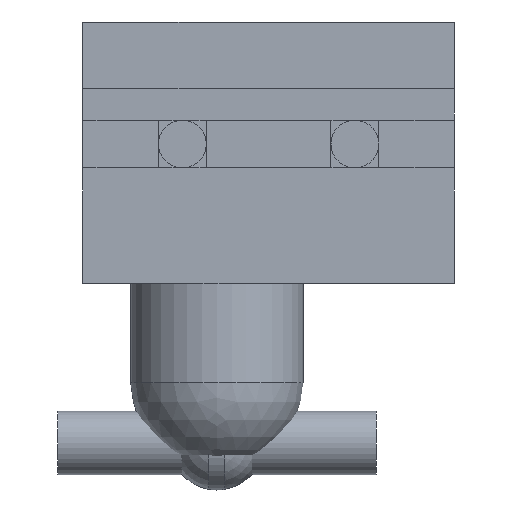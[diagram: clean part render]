
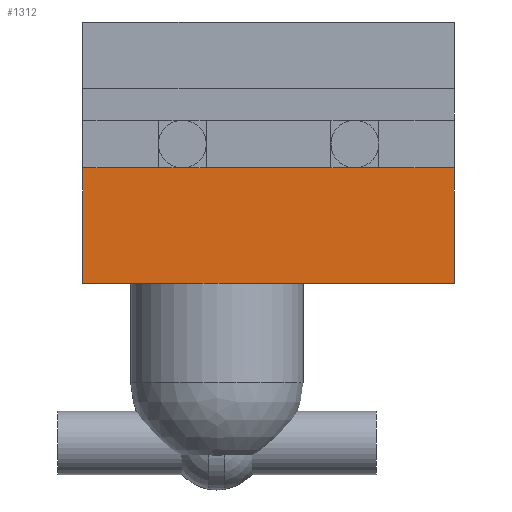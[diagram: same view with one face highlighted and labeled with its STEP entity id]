
A CAD part, left-side view. The second image highlights one B-rep face of the part: STEP entity #1312.
In plain terms, the highlighted planar face has unit normal (-1, 0, 0).
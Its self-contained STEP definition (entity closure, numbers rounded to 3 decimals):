
#94=LINE('',#2100,#212);
#120=LINE('',#2157,#238);
#121=LINE('',#2159,#239);
#122=LINE('',#2160,#240);
#212=VECTOR('',#1652,10.);
#238=VECTOR('',#1706,10.);
#239=VECTOR('',#1707,10.);
#240=VECTOR('',#1708,10.);
#358=FACE_OUTER_BOUND('',#438,.T.);
#438=EDGE_LOOP('',(#949,#950,#951,#952));
#566=VERTEX_POINT('',#2098);
#567=VERTEX_POINT('',#2099);
#584=VERTEX_POINT('',#2156);
#585=VERTEX_POINT('',#2158);
#692=EDGE_CURVE('',#566,#567,#94,.T.);
#722=EDGE_CURVE('',#567,#584,#120,.T.);
#723=EDGE_CURVE('',#584,#585,#121,.T.);
#724=EDGE_CURVE('',#585,#566,#122,.T.);
#949=ORIENTED_EDGE('',*,*,#692,.T.);
#950=ORIENTED_EDGE('',*,*,#722,.T.);
#951=ORIENTED_EDGE('',*,*,#723,.T.);
#952=ORIENTED_EDGE('',*,*,#724,.T.);
#1257=PLANE('',#1457);
#1312=ADVANCED_FACE('',(#358),#1257,.T.);
#1457=AXIS2_PLACEMENT_3D('',#2155,#1704,#1705);
#1652=DIRECTION('',(0.,1.,0.));
#1704=DIRECTION('center_axis',(-1.,0.,0.));
#1705=DIRECTION('ref_axis',(0.,0.,1.));
#1706=DIRECTION('',(0.,0.,-1.));
#1707=DIRECTION('',(0.,-1.,0.));
#1708=DIRECTION('',(0.,0.,1.));
#2098=CARTESIAN_POINT('',(-3.427,-16.45,17.865));
#2099=CARTESIAN_POINT('',(-3.427,-2.45,17.865));
#2100=CARTESIAN_POINT('',(-3.427,-7.425,17.865));
#2155=CARTESIAN_POINT('Origin',(-3.427,-3.05,0.25));
#2156=CARTESIAN_POINT('',(-3.427,-2.45,13.515));
#2157=CARTESIAN_POINT('',(-3.427,-2.45,20.265));
#2158=CARTESIAN_POINT('',(-3.427,-16.45,13.515));
#2159=CARTESIAN_POINT('',(-3.427,-9.45,13.515));
#2160=CARTESIAN_POINT('',(-3.427,-16.45,0.25));
